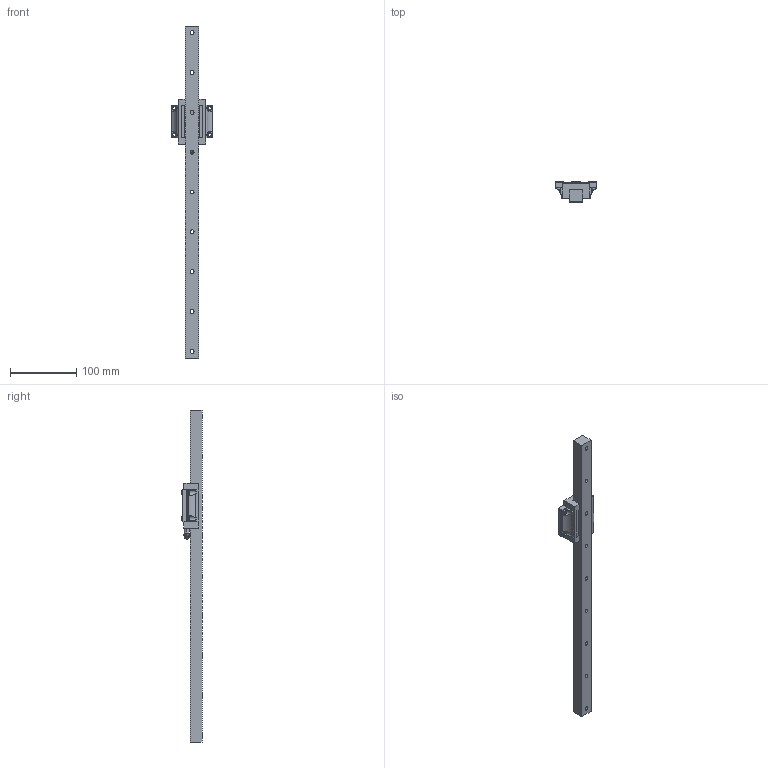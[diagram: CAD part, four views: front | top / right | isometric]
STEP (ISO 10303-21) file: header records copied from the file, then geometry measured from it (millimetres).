
FILE_DESCRIPTION((''),'2;1');
FILE_NAME('BRS20-A0_MISUMI_ASM','2013-03-29T',('SM6131'),(''),'PRO/ENGINEER BY PARAMETRIC TECHNOLOGY CORPORATION, 2009460','PRO/ENGINEER BY PARAMETRIC TECHNOLOGY CORPORATION, 2009460','');
FILE_SCHEMA(('CONFIG_CONTROL_DESIGN'));
Length unit declared in the file: millimetre
Products named in the file (5): BRR20_MISUMI_INST; BRC20-A0; VN-SB-M6-06-01; BRC20-A0_9_ASM; BRS20-A0_MISUMI_ASM
Assembly tree (4 placements, depth 3):
  BRS20-A0_MISUMI_ASM
    BRR20_MISUMI_INST
    BRC20-A0_9_ASM
      BRC20-A0
      VN-SB-M6-06-01
Bounding box: 62.95 x 30.2 x 500 mm (x, y, z)
Volume: 227919.9 mm3; surface area: 61734 mm2
Topology: 3 solids, 11 shells, 248 faces, 648 edges, 424 vertices
Faces by surface type: plane 112, cylinder 93, cone 21, bspline 14, sphere 4, torus 4
Entity records: 9332 total; most frequent: CARTESIAN_POINT 3082, DIRECTION 1278, ORIENTED_EDGE 1256, EDGE_CURVE 644, AXIS2_PLACEMENT_3D 466, VERTEX_POINT 424, VECTOR 346, LINE 346
